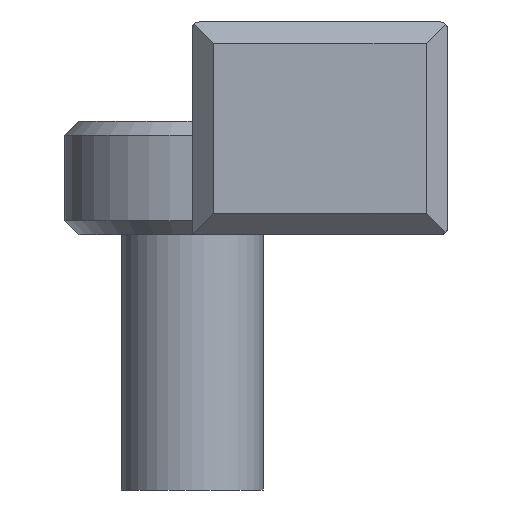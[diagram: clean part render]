
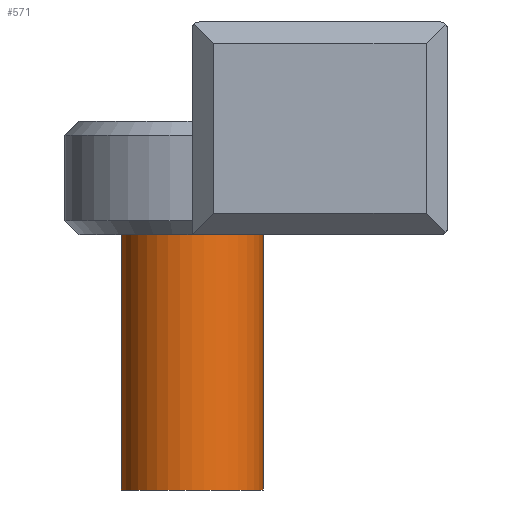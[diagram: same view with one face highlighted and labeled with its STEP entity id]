
A CAD part, front view. The second image highlights one B-rep face of the part: STEP entity #571.
In plain terms, the highlighted cylindrical face has radius 50 mm (diameter 100 mm), a full revolution.
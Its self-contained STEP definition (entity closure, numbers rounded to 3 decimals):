
#38=CYLINDRICAL_SURFACE('',#651,50.);
#93=FACE_OUTER_BOUND('',#135,.T.);
#135=EDGE_LOOP('',(#530,#531,#532,#533));
#181=LINE('',#997,#226);
#226=VECTOR('',#832,50.);
#246=CIRCLE('',#626,50.);
#252=CIRCLE('',#652,50.);
#282=VERTEX_POINT('',#923);
#303=VERTEX_POINT('',#995);
#344=EDGE_CURVE('',#282,#282,#246,.T.);
#379=EDGE_CURVE('',#303,#303,#252,.T.);
#380=EDGE_CURVE('',#303,#282,#181,.T.);
#530=ORIENTED_EDGE('',*,*,#379,.F.);
#531=ORIENTED_EDGE('',*,*,#380,.T.);
#532=ORIENTED_EDGE('',*,*,#344,.F.);
#533=ORIENTED_EDGE('',*,*,#380,.F.);
#571=ADVANCED_FACE('',(#93),#38,.T.);
#626=AXIS2_PLACEMENT_3D('',#924,#753,#754);
#651=AXIS2_PLACEMENT_3D('',#994,#828,#829);
#652=AXIS2_PLACEMENT_3D('',#996,#830,#831);
#753=DIRECTION('center_axis',(0.,0.,
1.));
#754=DIRECTION('ref_axis',(-1.,0.,0.));
#828=DIRECTION('center_axis',(0.,0.,
-1.));
#829=DIRECTION('ref_axis',(-1.,0.,0.));
#830=DIRECTION('center_axis',(0.,0.,
-1.));
#831=DIRECTION('ref_axis',(-1.,0.,0.));
#832=DIRECTION('',(0.,0.,1.));
#923=CARTESIAN_POINT('',(50.,0.,90.));
#924=CARTESIAN_POINT('Origin',(0.,0.,
90.));
#994=CARTESIAN_POINT('Origin',(0.,0.,
90.));
#995=CARTESIAN_POINT('',(50.,0.,-90.));
#996=CARTESIAN_POINT('Origin',(0.,0.,
-90.));
#997=CARTESIAN_POINT('',(50.,0.,90.));
